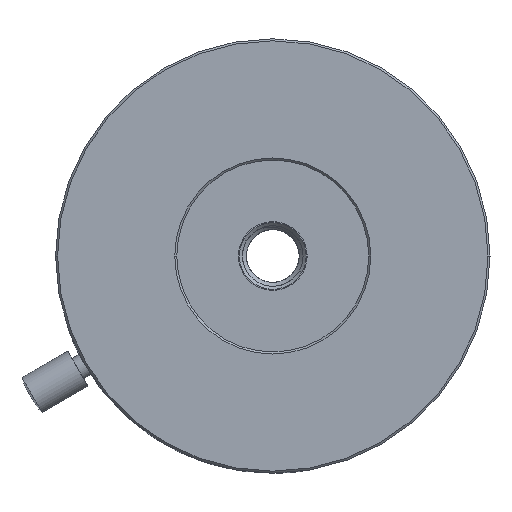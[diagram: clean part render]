
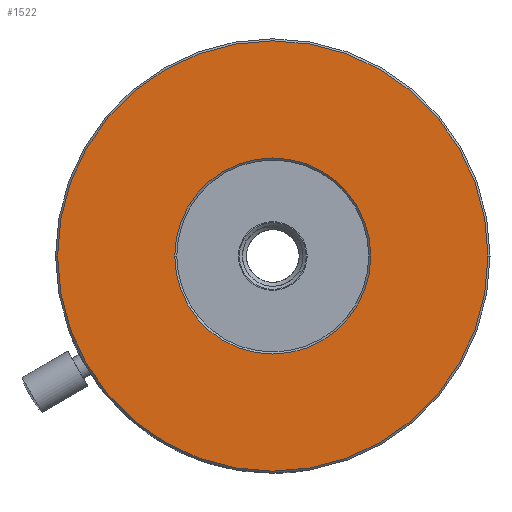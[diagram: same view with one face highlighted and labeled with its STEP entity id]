
A CAD part, front view. The second image highlights one B-rep face of the part: STEP entity #1522.
In plain terms, the highlighted planar face has unit normal (0, -1, 0).
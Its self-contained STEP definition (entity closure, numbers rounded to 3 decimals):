
#1=CARTESIAN_POINT('',(0.,0.,0.));
#2=DIRECTION('',(0.,-1.,0.));
#3=DIRECTION('',(1.,0.,0.));
#4=AXIS2_PLACEMENT_3D('',#1,#2,#3);
#6=CARTESIAN_POINT('',(0.,0.,0.));
#7=DIRECTION('',(0.,-1.,0.));
#8=DIRECTION('',(-1.,0.,0.));
#9=AXIS2_PLACEMENT_3D('',#6,#7,#8);
#11=CARTESIAN_POINT('',(0.,0.,0.));
#12=DIRECTION('',(0.,1.,0.));
#13=DIRECTION('',(-1.,0.,0.));
#14=AXIS2_PLACEMENT_3D('',#11,#12,#13);
#16=CARTESIAN_POINT('',(0.,0.,0.));
#17=DIRECTION('',(0.,1.,0.));
#18=DIRECTION('',(1.,0.,0.));
#19=AXIS2_PLACEMENT_3D('',#16,#17,#18);
#1489=CARTESIAN_POINT('',(21.3,0.,0.));
#1490=CARTESIAN_POINT('',(-21.3,0.,0.));
#1491=VERTEX_POINT('',#1489);
#1492=VERTEX_POINT('',#1490);
#1497=CARTESIAN_POINT('',(-9.7,0.,0.));
#1498=CARTESIAN_POINT('',(9.7,0.,0.));
#1499=VERTEX_POINT('',#1497);
#1500=VERTEX_POINT('',#1498);
#1505=CARTESIAN_POINT('',(0.,0.,0.));
#1506=DIRECTION('',(0.,1.,0.));
#1507=DIRECTION('',(1.,0.,0.));
#1508=AXIS2_PLACEMENT_3D('',#1505,#1506,#1507);
#1509=PLANE('',#1508);
#1511=ORIENTED_EDGE('',*,*,#1510,.F.);
#1513=ORIENTED_EDGE('',*,*,#1512,.F.);
#1514=EDGE_LOOP('',(#1511,#1513));
#1515=FACE_OUTER_BOUND('',#1514,.F.);
#1517=ORIENTED_EDGE('',*,*,#1516,.F.);
#1519=ORIENTED_EDGE('',*,*,#1518,.F.);
#1520=EDGE_LOOP('',(#1517,#1519));
#1521=FACE_BOUND('',#1520,.F.);
#1522=ADVANCED_FACE('',(#1515,#1521),#1509,.F.);
#5=CIRCLE('',#4,21.3);
#10=CIRCLE('',#9,21.3);
#15=CIRCLE('',#14,9.7);
#20=CIRCLE('',#19,9.7);
#1510=EDGE_CURVE('',#1491,#1492,#5,.T.);
#1512=EDGE_CURVE('',#1492,#1491,#10,.T.);
#1516=EDGE_CURVE('',#1499,#1500,#15,.T.);
#1518=EDGE_CURVE('',#1500,#1499,#20,.T.);
